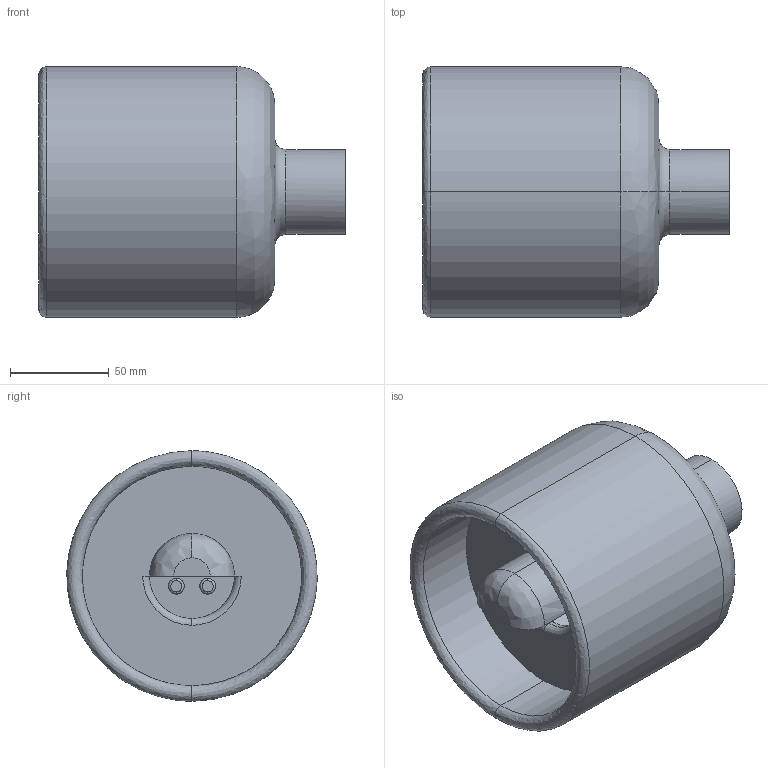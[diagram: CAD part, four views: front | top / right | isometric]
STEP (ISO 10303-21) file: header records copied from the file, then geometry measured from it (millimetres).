
FILE_DESCRIPTION(('FreeCAD Model'),'2;1');
FILE_NAME('Open CASCADE Shape Model','2025-04-27T05:27:09',('FreeCAD'),( 'FreeCAD'),'Open CASCADE STEP processor 7.6','FreeCAD','Unknown');
FILE_SCHEMA(('AUTOMOTIVE_DESIGN { 1 0 10303 214 1 1 1 1 }'));
Length unit declared in the file: millimetre
Products named in the file (1): Open CASCADE STEP translator 7.6 1
Bounding box: 154.76 x 126.43 x 126.53 mm (x, y, z)
Volume: 565177.1 mm3; surface area: 150410.2 mm2
Topology: 1 solids, 1 shells, 84 faces, 213 edges, 133 vertices
Faces by surface type: bspline 84
Entity records: 2678 total; most frequent: CARTESIAN_POINT 1452, ORIENTED_EDGE 426, EDGE_CURVE 213, VERTEX_POINT 133, B_SPLINE_CURVE_WITH_KNOTS 124, FACE_BOUND 94, EDGE_LOOP 94, ADVANCED_FACE 84
